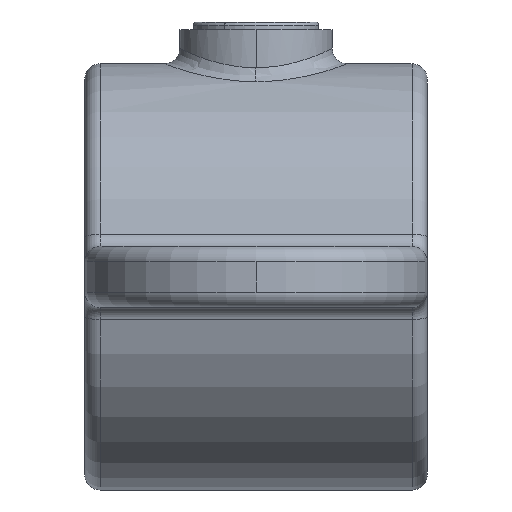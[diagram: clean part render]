
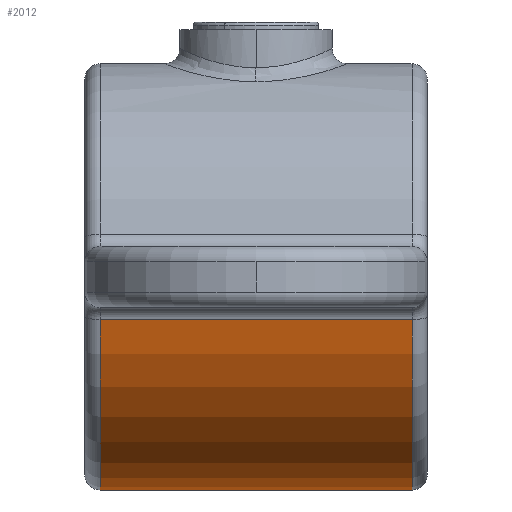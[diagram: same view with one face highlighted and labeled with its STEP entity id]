
A CAD part, left-side view. The second image highlights one B-rep face of the part: STEP entity #2012.
In plain terms, the highlighted cylindrical face has radius 28 mm (diameter 56 mm), a partial arc.
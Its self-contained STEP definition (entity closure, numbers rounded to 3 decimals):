
#57 = CARTESIAN_POINT ( 'NONE',  ( -27.434, 2., -5.6 ) ) ;
#62 = EDGE_CURVE ( 'NONE', #236, #3164, #2612, .T. ) ;
#69 = VERTEX_POINT ( 'NONE', #57 ) ;
#95 = DIRECTION ( 'NONE',  ( 0., 0., -1. ) ) ;
#109 = CARTESIAN_POINT ( 'NONE',  ( 0., 45., 0. ) ) ;
#123 = DIRECTION ( 'NONE',  ( 0., -1., 0. ) ) ;
#236 = VERTEX_POINT ( 'NONE', #1969 ) ;
#263 = DIRECTION ( 'NONE',  ( 0., -1., 0. ) ) ;
#307 = EDGE_CURVE ( 'NONE', #460, #236, #1994, .T. ) ;
#460 = VERTEX_POINT ( 'NONE', #3086 ) ;
#546 = EDGE_CURVE ( 'NONE', #69, #460, #619, .T. ) ;
#619 = LINE ( 'NONE', #2111, #660 ) ;
#660 = VECTOR ( 'NONE', #2200, 1000. ) ;
#763 = ORIENTED_EDGE ( 'NONE', *, *, #546, .T. ) ;
#1147 = CIRCLE ( 'NONE', #1297, 28. ) ;
#1241 = AXIS2_PLACEMENT_3D ( 'NONE', #1471, #263, #1430 ) ;
#1297 = AXIS2_PLACEMENT_3D ( 'NONE', #2637, #2634, #2631 ) ;
#1430 = DIRECTION ( 'NONE',  ( 0., 0., 1. ) ) ;
#1471 = CARTESIAN_POINT ( 'NONE',  ( 0., 43., 0. ) ) ;
#1600 = EDGE_LOOP ( 'NONE', ( #1611, #1945, #1661, #763 ) ) ;
#1611 = ORIENTED_EDGE ( 'NONE', *, *, #307, .T. ) ;
#1661 = ORIENTED_EDGE ( 'NONE', *, *, #3046, .T. ) ;
#1945 = ORIENTED_EDGE ( 'NONE', *, *, #62, .T. ) ;
#1969 = CARTESIAN_POINT ( 'NONE',  ( 0., 43., -28. ) ) ;
#1994 = CIRCLE ( 'NONE', #1241, 28. ) ;
#2012 = ADVANCED_FACE ( 'NONE', ( #3036 ), #2953, .T. ) ;
#2111 = CARTESIAN_POINT ( 'NONE',  ( -27.434, 45., -5.6 ) ) ;
#2200 = DIRECTION ( 'NONE',  ( 0., 1., 0. ) ) ;
#2574 = CARTESIAN_POINT ( 'NONE',  ( 0., 2., -28. ) ) ;
#2576 = VECTOR ( 'NONE', #3173, 1000. ) ;
#2612 = LINE ( 'NONE', #3035, #2576 ) ;
#2631 = DIRECTION ( 'NONE',  ( 0., 0., 1. ) ) ;
#2634 = DIRECTION ( 'NONE',  ( 0., 1., 0. ) ) ;
#2637 = CARTESIAN_POINT ( 'NONE',  ( 0., 2., 0. ) ) ;
#2675 = AXIS2_PLACEMENT_3D ( 'NONE', #109, #123, #95 ) ;
#2953 = CYLINDRICAL_SURFACE ( 'NONE', #2675, 28. ) ;
#3035 = CARTESIAN_POINT ( 'NONE',  ( 0., 45., -28. ) ) ;
#3036 = FACE_OUTER_BOUND ( 'NONE', #1600, .T. ) ;
#3046 = EDGE_CURVE ( 'NONE', #3164, #69, #1147, .T. ) ;
#3086 = CARTESIAN_POINT ( 'NONE',  ( -27.434, 43., -5.6 ) ) ;
#3164 = VERTEX_POINT ( 'NONE', #2574 ) ;
#3173 = DIRECTION ( 'NONE',  ( 0., -1., 0. ) ) ;
